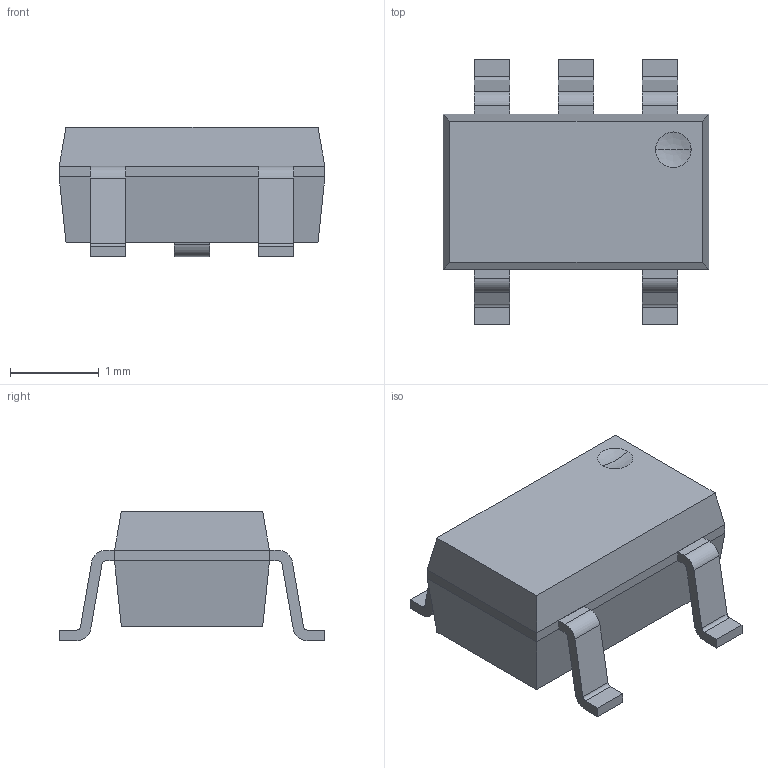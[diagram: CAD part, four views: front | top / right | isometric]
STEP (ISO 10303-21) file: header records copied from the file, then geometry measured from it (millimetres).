
FILE_DESCRIPTION (( 'STEP AP214' ), '1' );
FILE_NAME ('User Library-SOT-23-5.STEP', '2010-10-17T16:45:16', ( 'SysAdmin' ), ( 'SolidWorks' ), 'SwSTEP 2.0', 'SolidWorks 2010', '' );
FILE_SCHEMA (( 'AUTOMOTIVE_DESIGN' ));
Length unit declared in the file: millimetre
Products named in the file (3): User Library-SOT-23-5_body_sot23-6_1; User Library-SOT-23-5; User Library-SOT-23-5_pin_SOT_sot-23-6_1
Assembly tree (6 placements, depth 2):
  User Library-SOT-23-5
    User Library-SOT-23-5_pin_SOT_sot-23-6_1  x5
    User Library-SOT-23-5_body_sot23-6_1
Bounding box: 3 x 3 x 1.46 mm (x, y, z)
Volume: 6.7 mm3; surface area: 28.5 mm2
Topology: 6 solids, 6 shells, 86 faces, 214 edges, 139 vertices
Faces by surface type: plane 64, cylinder 20, bspline 2
Entity records: 1322 total; most frequent: CARTESIAN_POINT 180, DIRECTION 154, ORIENTED_EDGE 136, EDGE_CURVE 68, VECTOR 56, LINE 56, AXIS2_PLACEMENT_3D 49, VERTEX_POINT 43
